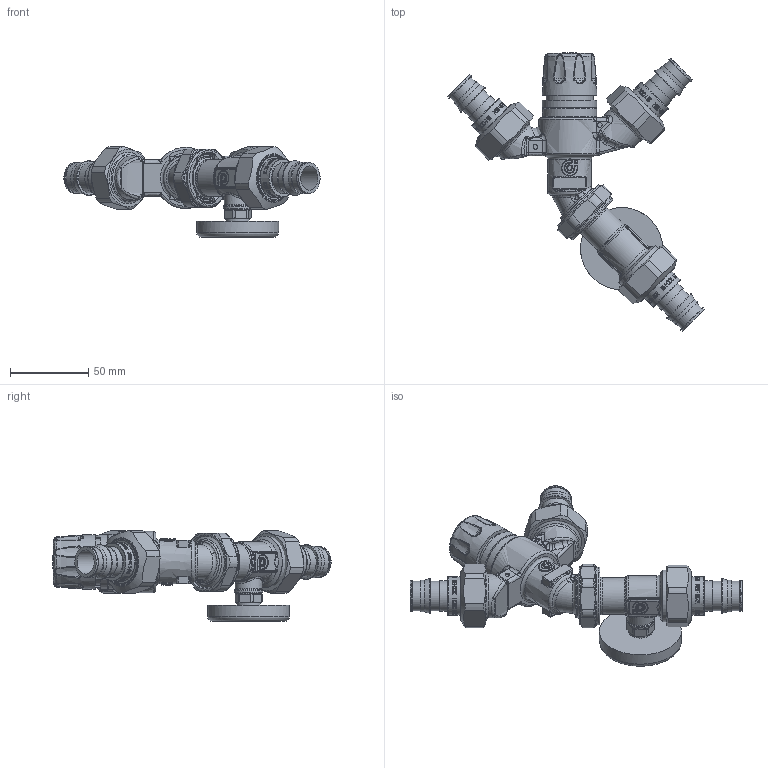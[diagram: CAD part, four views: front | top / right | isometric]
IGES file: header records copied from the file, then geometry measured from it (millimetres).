
Global section: file name: 520515A; native system: Autodesk Inventor 2024; preprocessor: unknown; author: ischreiner; date: 20250709.101233; units: inch
Bounding box: 163.45 x 177.45 x 57.97 mm (x, y, z)
Volume: 234537 mm3; surface area: 73189.3 mm2
Topology: 12 solids, 12 shells, 2928 faces, 7502 edges, 4634 vertices
Faces by surface type: bspline 2928
